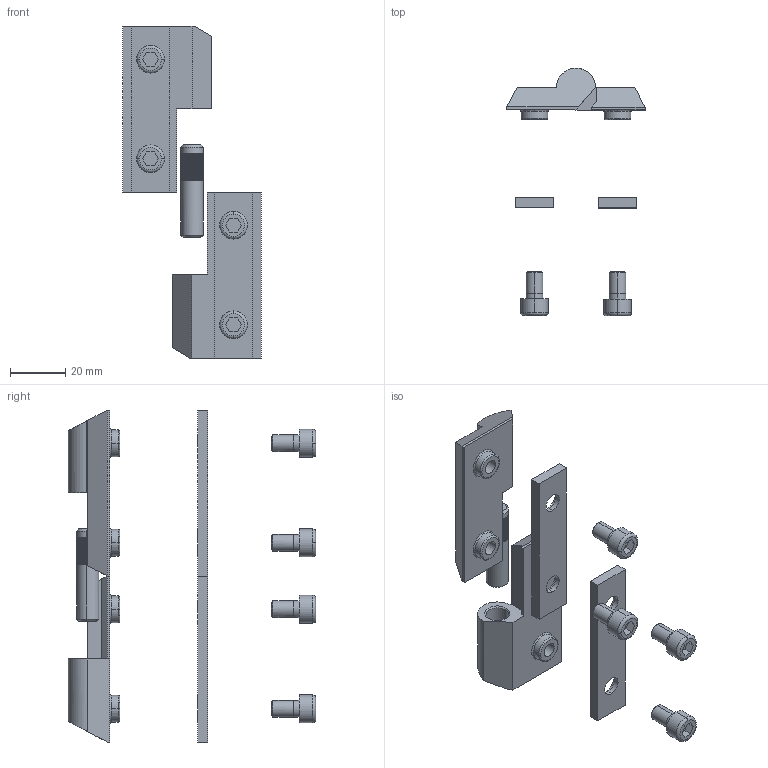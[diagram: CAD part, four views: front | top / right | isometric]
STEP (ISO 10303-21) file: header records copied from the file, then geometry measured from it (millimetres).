
FILE_DESCRIPTION (( 'STEP AP214' ), '1' );
FILE_NAME ('3599.4.0.002.STEP', '2021-09-21T10:23:56', ( '' ), ( '' ), 'SwSTEP 2.0', 'SolidWorks 2019', '' );
FILE_SCHEMA (( 'AUTOMOTIVE_DESIGN' ));
Length unit declared in the file: millimetre
Products named in the file (1): 3599.4.0.002
Bounding box: 50 x 89.4 x 120 mm (x, y, z)
Volume: 31699 mm3; surface area: 18279.3 mm2
Topology: 9 solids, 9 shells, 380 faces, 849 edges, 552 vertices
Faces by surface type: plane 274, cylinder 66, torus 24, cone 16
Entity records: 10781 total; most frequent: CARTESIAN_POINT 1936, DIRECTION 1879, ORIENTED_EDGE 1698, EDGE_CURVE 849, AXIS2_PLACEMENT_3D 663, VECTOR 553, LINE 553, VERTEX_POINT 552
